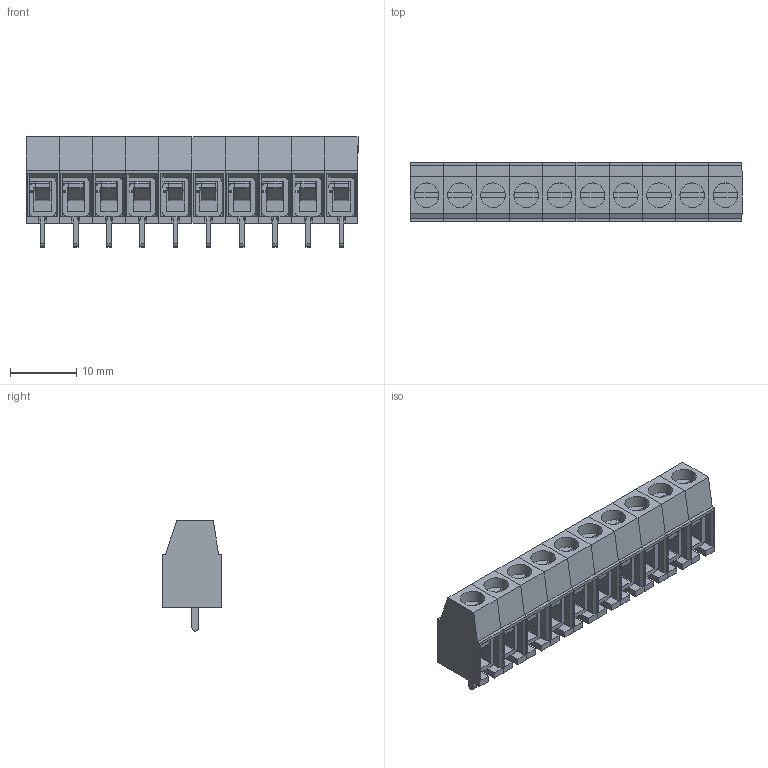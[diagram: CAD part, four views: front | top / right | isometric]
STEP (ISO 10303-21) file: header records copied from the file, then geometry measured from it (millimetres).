
FILE_DESCRIPTION(/* description */ ('Unknown'),/* implementation_level */ '2;1');
FILE_NAME(/* name */ '691133710010',/* time_stamp */ '2021-04-12T11:12:05+02:00',/* author */ ('Unknown'),/* organization */ ('Unknown'),/* preprocessor_version */ 'ST-DEVELOPER v16.7',/* originating_system */ 'Solid Edge',/* authorisation */ 'Unknown');
FILE_SCHEMA (('AUTOMOTIVE_DESIGN {1 0 10303 214 3 1 1}'));
Length unit declared in the file: millimetre
Products named in the file (4): 6911337100xx; 6911337100xx_DX; 6911337100xx_SX; 6911337100xx_CNT
Assembly tree (10 placements, depth 2):
  6911337100xx
    6911337100xx_DX
    6911337100xx_SX
    6911337100xx_CNT  x8
Bounding box: 50 x 9 x 16.6 mm (x, y, z)
Volume: 4015.6 mm3; surface area: 6737.8 mm2
Topology: 10 solids, 10 shells, 820 faces, 2520 edges, 1660 vertices
Faces by surface type: plane 600, cylinder 200, cone 20
Full cylindrical faces by diameter (mm): 3.7 x10
Entity records: 10940 total; most frequent: CARTESIAN_POINT 2228, ORIENTED_EDGE 1500, DIRECTION 1390, EDGE_CURVE 750, LINE 594, VECTOR 594, VERTEX_POINT 495, AXIS2_PLACEMENT_3D 398
